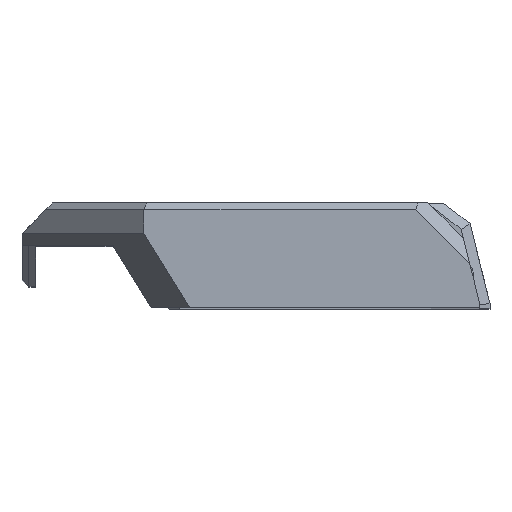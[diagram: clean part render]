
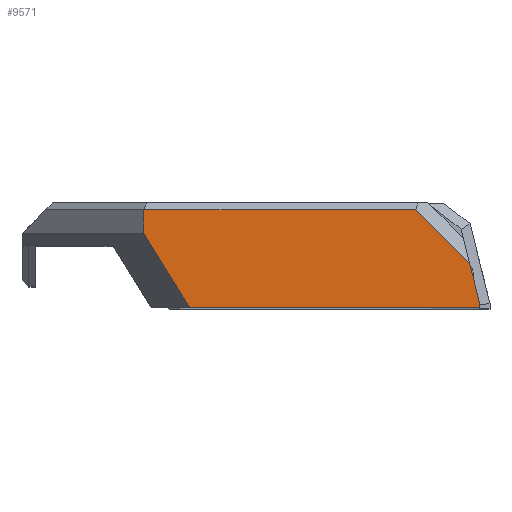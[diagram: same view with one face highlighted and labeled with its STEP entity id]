
A CAD part, top view. The second image highlights one B-rep face of the part: STEP entity #9571.
In plain terms, the highlighted planar face has unit normal (0, 0, 1).
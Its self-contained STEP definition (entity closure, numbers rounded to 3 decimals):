
#408=FACE_OUTER_BOUND('',#922,.T.);
#922=EDGE_LOOP('',(#6301,#6302,#6303,#6304,#6305,#6306,#6307));
#1496=LINE('',#12747,#2703);
#1505=LINE('',#12773,#2712);
#1506=LINE('',#12775,#2713);
#1507=LINE('',#12777,#2714);
#1508=LINE('',#12779,#2715);
#1509=LINE('',#12781,#2716);
#1510=LINE('',#12782,#2717);
#2703=VECTOR('',#10579,10.);
#2712=VECTOR('',#10602,10.);
#2713=VECTOR('',#10603,10.);
#2714=VECTOR('',#10604,10.);
#2715=VECTOR('',#10605,10.);
#2716=VECTOR('',#10606,10.);
#2717=VECTOR('',#10607,10.);
#3910=VERTEX_POINT('',#12744);
#3911=VERTEX_POINT('',#12746);
#3921=VERTEX_POINT('',#12772);
#3922=VERTEX_POINT('',#12774);
#3923=VERTEX_POINT('',#12776);
#3924=VERTEX_POINT('',#12778);
#3925=VERTEX_POINT('',#12780);
#4846=EDGE_CURVE('',#3910,#3911,#1496,.T.);
#4859=EDGE_CURVE('',#3921,#3910,#1505,.T.);
#4860=EDGE_CURVE('',#3922,#3921,#1506,.T.);
#4861=EDGE_CURVE('',#3923,#3922,#1507,.T.);
#4862=EDGE_CURVE('',#3924,#3923,#1508,.T.);
#4863=EDGE_CURVE('',#3925,#3924,#1509,.T.);
#4864=EDGE_CURVE('',#3911,#3925,#1510,.T.);
#6301=ORIENTED_EDGE('',*,*,#4846,.F.);
#6302=ORIENTED_EDGE('',*,*,#4859,.F.);
#6303=ORIENTED_EDGE('',*,*,#4860,.F.);
#6304=ORIENTED_EDGE('',*,*,#4861,.F.);
#6305=ORIENTED_EDGE('',*,*,#4862,.F.);
#6306=ORIENTED_EDGE('',*,*,#4863,.F.);
#6307=ORIENTED_EDGE('',*,*,#4864,.F.);
#9162=PLANE('',#10101);
#9571=ADVANCED_FACE('',(#408),#9162,.T.);
#10101=AXIS2_PLACEMENT_3D('',#12771,#10600,#10601);
#10579=DIRECTION('',(0.243,-0.97,0.));
#10600=DIRECTION('center_axis',(0.,0.,1.));
#10601=DIRECTION('ref_axis',(1.,0.,0.));
#10602=DIRECTION('',(0.707,-0.707,0.));
#10603=DIRECTION('',(1.,0.,0.));
#10604=DIRECTION('',(0.,1.,0.));
#10605=DIRECTION('',(-0.525,0.851,0.));
#10606=DIRECTION('',(-1.,0.,0.));
#10607=DIRECTION('',(0.,-1.,0.));
#12744=CARTESIAN_POINT('',(24.174,-1.502,125.));
#12746=CARTESIAN_POINT('',(25.673,-7.5,125.));
#12747=CARTESIAN_POINT('',(24.036,-0.95,125.));
#12771=CARTESIAN_POINT('Origin',(0.,0.,
125.));
#12772=CARTESIAN_POINT('',(16.172,6.5,125.));
#12773=CARTESIAN_POINT('',(20.961,1.711,125.));
#12774=CARTESIAN_POINT('',(-24.,6.5,125.));
#12775=CARTESIAN_POINT('',(9.75,6.5,125.));
#12776=CARTESIAN_POINT('',(-24.,3.,125.));
#12777=CARTESIAN_POINT('',(-24.,3.75,125.));
#12778=CARTESIAN_POINT('',(-17.212,-8.,125.));
#12779=CARTESIAN_POINT('',(-19.953,-3.558,125.));
#12780=CARTESIAN_POINT('',(25.673,-8.,125.));
#12781=CARTESIAN_POINT('',(32.,-8.,125.));
#12782=CARTESIAN_POINT('',(25.673,-3.75,125.));
